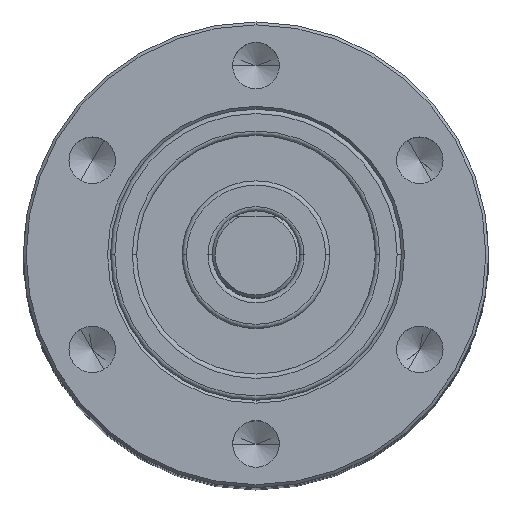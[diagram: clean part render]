
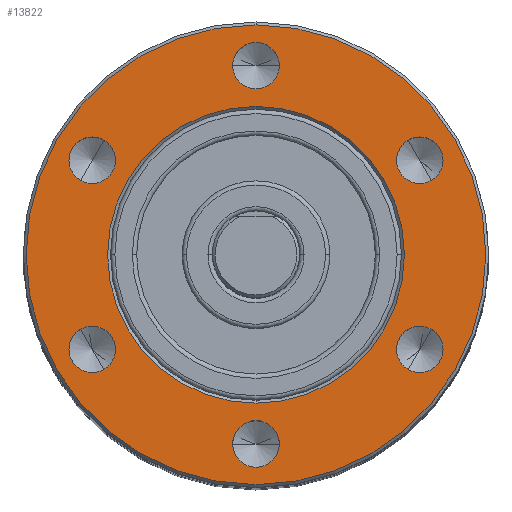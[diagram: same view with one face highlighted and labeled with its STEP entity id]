
A CAD part, top view. The second image highlights one B-rep face of the part: STEP entity #13822.
In plain terms, the highlighted planar face has unit normal (0, 0, 1).
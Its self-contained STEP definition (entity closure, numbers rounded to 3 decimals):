
#13377=CARTESIAN_POINT('',(0.,0.,48.1));
#13378=DIRECTION('',(0.,0.,-1.));
#13379=DIRECTION('',(0.,-1.,0.));
#13380=AXIS2_PLACEMENT_3D('',#13377,#13378,#13379);
#13382=CARTESIAN_POINT('',(0.,0.,48.1));
#13383=DIRECTION('',(0.,0.,-1.));
#13384=DIRECTION('',(0.,1.,0.));
#13385=AXIS2_PLACEMENT_3D('',#13382,#13383,#13384);
#13387=CARTESIAN_POINT('',(0.,0.,48.1));
#13388=DIRECTION('',(0.,0.,-1.));
#13389=DIRECTION('',(0.,-1.,0.));
#13390=AXIS2_PLACEMENT_3D('',#13387,#13388,#13389);
#13392=CARTESIAN_POINT('',(0.,0.,48.1));
#13393=DIRECTION('',(0.,0.,-1.));
#13394=DIRECTION('',(0.,1.,0.));
#13395=AXIS2_PLACEMENT_3D('',#13392,#13393,#13394);
#13397=CARTESIAN_POINT('',(0.,6.5,48.1));
#13398=DIRECTION('',(0.,0.,1.));
#13399=DIRECTION('',(-1.,0.,0.));
#13400=AXIS2_PLACEMENT_3D('',#13397,#13398,#13399);
#13402=CARTESIAN_POINT('',(0.,6.5,48.1));
#13403=DIRECTION('',(0.,0.,1.));
#13404=DIRECTION('',(1.,0.,0.));
#13405=AXIS2_PLACEMENT_3D('',#13402,#13403,#13404);
#13407=CARTESIAN_POINT('',(-5.629,3.25,48.1));
#13408=DIRECTION('',(0.,0.,1.));
#13409=DIRECTION('',(-0.5,-0.866,0.));
#13410=AXIS2_PLACEMENT_3D('',#13407,#13408,#13409);
#13412=CARTESIAN_POINT('',(-5.629,3.25,48.1));
#13413=DIRECTION('',(0.,0.,1.));
#13414=DIRECTION('',(0.5,0.866,0.));
#13415=AXIS2_PLACEMENT_3D('',#13412,#13413,#13414);
#13417=CARTESIAN_POINT('',(-5.629,-3.25,48.1));
#13418=DIRECTION('',(0.,0.,1.));
#13419=DIRECTION('',(0.5,-0.866,0.));
#13420=AXIS2_PLACEMENT_3D('',#13417,#13418,#13419);
#13422=CARTESIAN_POINT('',(-5.629,-3.25,48.1));
#13423=DIRECTION('',(0.,0.,1.));
#13424=DIRECTION('',(-0.5,0.866,0.));
#13425=AXIS2_PLACEMENT_3D('',#13422,#13423,#13424);
#13427=CARTESIAN_POINT('',(0.,-6.5,48.1));
#13428=DIRECTION('',(0.,0.,1.));
#13429=DIRECTION('',(1.,0.,0.));
#13430=AXIS2_PLACEMENT_3D('',#13427,#13428,#13429);
#13432=CARTESIAN_POINT('',(0.,-6.5,48.1));
#13433=DIRECTION('',(0.,0.,1.));
#13434=DIRECTION('',(-1.,0.,0.));
#13435=AXIS2_PLACEMENT_3D('',#13432,#13433,#13434);
#13437=CARTESIAN_POINT('',(5.629,-3.25,48.1));
#13438=DIRECTION('',(0.,0.,1.));
#13439=DIRECTION('',(0.5,0.866,0.));
#13440=AXIS2_PLACEMENT_3D('',#13437,#13438,#13439);
#13442=CARTESIAN_POINT('',(5.629,-3.25,48.1));
#13443=DIRECTION('',(0.,0.,1.));
#13444=DIRECTION('',(-0.5,-0.866,0.));
#13445=AXIS2_PLACEMENT_3D('',#13442,#13443,#13444);
#13447=CARTESIAN_POINT('',(5.629,3.25,48.1));
#13448=DIRECTION('',(0.,0.,1.));
#13449=DIRECTION('',(-0.5,0.866,0.));
#13450=AXIS2_PLACEMENT_3D('',#13447,#13448,#13449);
#13452=CARTESIAN_POINT('',(5.629,3.25,48.1));
#13453=DIRECTION('',(0.,0.,1.));
#13454=DIRECTION('',(0.5,-0.866,0.));
#13455=AXIS2_PLACEMENT_3D('',#13452,#13453,#13454);
#13685=CARTESIAN_POINT('',(0.,-5.1,48.1));
#13686=CARTESIAN_POINT('',(0.,5.1,48.1));
#13687=VERTEX_POINT('',#13685);
#13688=VERTEX_POINT('',#13686);
#13705=CARTESIAN_POINT('',(0.,-7.9,48.1));
#13706=CARTESIAN_POINT('',(0.,7.9,48.1));
#13707=VERTEX_POINT('',#13705);
#13708=VERTEX_POINT('',#13706);
#13715=CARTESIAN_POINT('',(-0.8,6.5,48.1));
#13716=CARTESIAN_POINT('',(0.8,6.5,48.1));
#13717=VERTEX_POINT('',#13715);
#13718=VERTEX_POINT('',#13716);
#13725=CARTESIAN_POINT('',(-6.029,2.557,48.1));
#13726=CARTESIAN_POINT('',(-5.229,3.943,48.1));
#13727=VERTEX_POINT('',#13725);
#13728=VERTEX_POINT('',#13726);
#13735=CARTESIAN_POINT('',(-5.229,-3.943,48.1));
#13736=CARTESIAN_POINT('',(-6.029,-2.557,48.1));
#13737=VERTEX_POINT('',#13735);
#13738=VERTEX_POINT('',#13736);
#13745=CARTESIAN_POINT('',(0.8,-6.5,48.1));
#13746=CARTESIAN_POINT('',(-0.8,-6.5,48.1));
#13747=VERTEX_POINT('',#13745);
#13748=VERTEX_POINT('',#13746);
#13755=CARTESIAN_POINT('',(6.029,-2.557,48.1));
#13756=CARTESIAN_POINT('',(5.229,-3.943,48.1));
#13757=VERTEX_POINT('',#13755);
#13758=VERTEX_POINT('',#13756);
#13765=CARTESIAN_POINT('',(5.229,3.943,48.1));
#13766=CARTESIAN_POINT('',(6.029,2.557,48.1));
#13767=VERTEX_POINT('',#13765);
#13768=VERTEX_POINT('',#13766);
#13769=CARTESIAN_POINT('',(0.,0.,48.1));
#13770=DIRECTION('',(0.,0.,1.));
#13771=DIRECTION('',(0.,-1.,0.));
#13772=AXIS2_PLACEMENT_3D('',#13769,#13770,#13771);
#13773=PLANE('',#13772);
#13775=ORIENTED_EDGE('',*,*,#13774,.T.);
#13777=ORIENTED_EDGE('',*,*,#13776,.T.);
#13778=EDGE_LOOP('',(#13775,#13777));
#13779=FACE_OUTER_BOUND('',#13778,.F.);
#13781=ORIENTED_EDGE('',*,*,#13780,.F.);
#13783=ORIENTED_EDGE('',*,*,#13782,.F.);
#13784=EDGE_LOOP('',(#13781,#13783));
#13785=FACE_BOUND('',#13784,.F.);
#13787=ORIENTED_EDGE('',*,*,#13786,.T.);
#13789=ORIENTED_EDGE('',*,*,#13788,.T.);
#13790=EDGE_LOOP('',(#13787,#13789));
#13791=FACE_BOUND('',#13790,.F.);
#13793=ORIENTED_EDGE('',*,*,#13792,.T.);
#13795=ORIENTED_EDGE('',*,*,#13794,.T.);
#13796=EDGE_LOOP('',(#13793,#13795));
#13797=FACE_BOUND('',#13796,.F.);
#13799=ORIENTED_EDGE('',*,*,#13798,.T.);
#13801=ORIENTED_EDGE('',*,*,#13800,.T.);
#13802=EDGE_LOOP('',(#13799,#13801));
#13803=FACE_BOUND('',#13802,.F.);
#13805=ORIENTED_EDGE('',*,*,#13804,.T.);
#13807=ORIENTED_EDGE('',*,*,#13806,.T.);
#13808=EDGE_LOOP('',(#13805,#13807));
#13809=FACE_BOUND('',#13808,.F.);
#13811=ORIENTED_EDGE('',*,*,#13810,.T.);
#13813=ORIENTED_EDGE('',*,*,#13812,.T.);
#13814=EDGE_LOOP('',(#13811,#13813));
#13815=FACE_BOUND('',#13814,.F.);
#13817=ORIENTED_EDGE('',*,*,#13816,.T.);
#13819=ORIENTED_EDGE('',*,*,#13818,.T.);
#13820=EDGE_LOOP('',(#13817,#13819));
#13821=FACE_BOUND('',#13820,.F.);
#13822=ADVANCED_FACE('',(#13779,#13785,#13791,#13797,#13803,#13809,#13815,
#13821),#13773,.T.);
#13381=CIRCLE('',#13380,5.1);
#13386=CIRCLE('',#13385,5.1);
#13391=CIRCLE('',#13390,7.9);
#13396=CIRCLE('',#13395,7.9);
#13401=CIRCLE('',#13400,0.8);
#13406=CIRCLE('',#13405,0.8);
#13411=CIRCLE('',#13410,0.8);
#13416=CIRCLE('',#13415,0.8);
#13421=CIRCLE('',#13420,0.8);
#13426=CIRCLE('',#13425,0.8);
#13431=CIRCLE('',#13430,0.8);
#13436=CIRCLE('',#13435,0.8);
#13441=CIRCLE('',#13440,0.8);
#13446=CIRCLE('',#13445,0.8);
#13451=CIRCLE('',#13450,0.8);
#13456=CIRCLE('',#13455,0.8);
#13774=EDGE_CURVE('',#13707,#13708,#13391,.T.);
#13776=EDGE_CURVE('',#13708,#13707,#13396,.T.);
#13780=EDGE_CURVE('',#13687,#13688,#13381,.T.);
#13782=EDGE_CURVE('',#13688,#13687,#13386,.T.);
#13786=EDGE_CURVE('',#13717,#13718,#13401,.T.);
#13788=EDGE_CURVE('',#13718,#13717,#13406,.T.);
#13792=EDGE_CURVE('',#13727,#13728,#13411,.T.);
#13794=EDGE_CURVE('',#13728,#13727,#13416,.T.);
#13798=EDGE_CURVE('',#13737,#13738,#13421,.T.);
#13800=EDGE_CURVE('',#13738,#13737,#13426,.T.);
#13804=EDGE_CURVE('',#13747,#13748,#13431,.T.);
#13806=EDGE_CURVE('',#13748,#13747,#13436,.T.);
#13810=EDGE_CURVE('',#13757,#13758,#13441,.T.);
#13812=EDGE_CURVE('',#13758,#13757,#13446,.T.);
#13816=EDGE_CURVE('',#13767,#13768,#13451,.T.);
#13818=EDGE_CURVE('',#13768,#13767,#13456,.T.);
